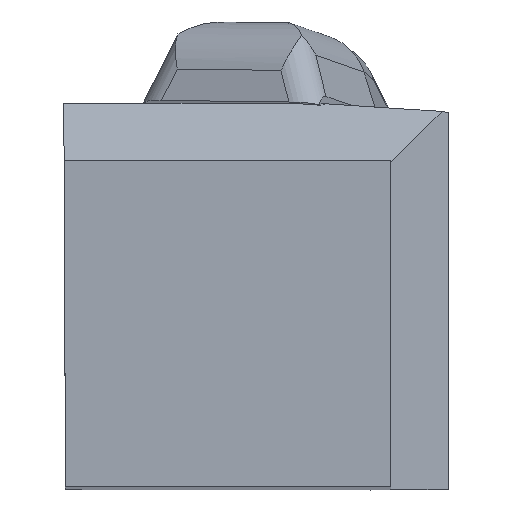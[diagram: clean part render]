
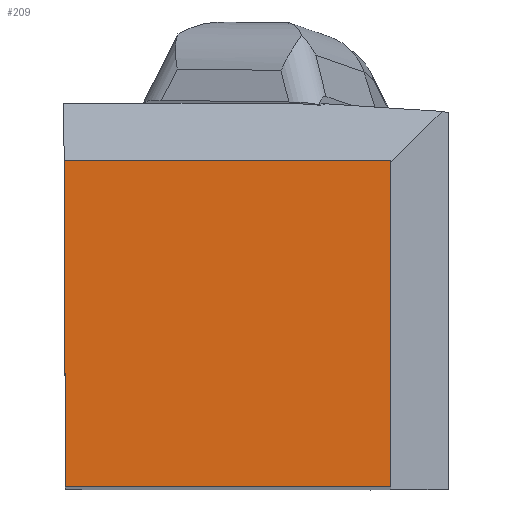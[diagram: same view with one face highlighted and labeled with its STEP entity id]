
A CAD part, top view. The second image highlights one B-rep face of the part: STEP entity #209.
In plain terms, the highlighted planar face has unit normal (0, 0, 1).
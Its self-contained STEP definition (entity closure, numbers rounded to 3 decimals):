
#145=FACE_OUTER_BOUND('',#600,.T.);
#209=ADVANCED_FACE('BLANK_BOXF006',(#145),#267,.F.);
#267=PLANE('',#1425);
#358=LINE('',#2069,#491);
#364=LINE('',#2082,#497);
#367=LINE('',#2086,#500);
#368=LINE('',#2088,#501);
#491=VECTOR('',#1639,1.);
#497=VECTOR('',#1647,1.);
#500=VECTOR('',#1652,1.);
#501=VECTOR('',#1653,1.);
#600=EDGE_LOOP('',(#772,#773,#774,#775));
#772=ORIENTED_EDGE('',*,*,#1200,.T.);
#773=ORIENTED_EDGE('',*,*,#1201,.T.);
#774=ORIENTED_EDGE('',*,*,#1191,.T.);
#775=ORIENTED_EDGE('',*,*,#1197,.T.);
#1056=VERTEX_POINT('',#2068);
#1057=VERTEX_POINT('',#2070);
#1062=VERTEX_POINT('',#2081);
#1063=VERTEX_POINT('',#2087);
#1191=EDGE_CURVE('',#1057,#1056,#358,.T.);
#1197=EDGE_CURVE('',#1056,#1062,#364,.T.);
#1200=EDGE_CURVE('',#1062,#1063,#367,.T.);
#1201=EDGE_CURVE('',#1063,#1057,#368,.T.);
#1425=AXIS2_PLACEMENT_3D('',#2089,#1654,#1655);
#1639=DIRECTION('',(0.004,-1.,0.));
#1647=DIRECTION('',(1.,0.,0.));
#1652=DIRECTION('',(0.,1.,0.));
#1653=DIRECTION('',(-1.,0.,0.));
#1654=DIRECTION('',(0.,0.,-1.));
#1655=DIRECTION('',(1.,0.,0.));
#2068=CARTESIAN_POINT('',(0.11,0.,0.));
#2069=CARTESIAN_POINT('',(-0.607,164.398,0.));
#2070=CARTESIAN_POINT('',(0.,25.273,0.));
#2081=CARTESIAN_POINT('',(25.273,0.,0.));
#2082=CARTESIAN_POINT('',(-164.4,0.,0.));
#2086=CARTESIAN_POINT('',(25.273,-164.4,0.));
#2087=CARTESIAN_POINT('',(25.273,25.273,0.));
#2088=CARTESIAN_POINT('',(164.4,25.273,0.));
#2089=CARTESIAN_POINT('',(38.619,-5.,0.));
